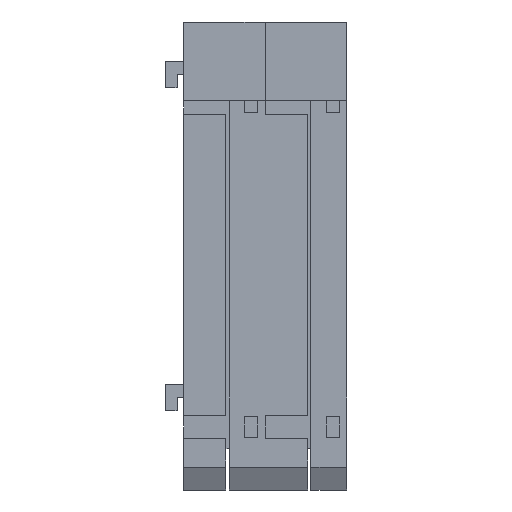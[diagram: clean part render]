
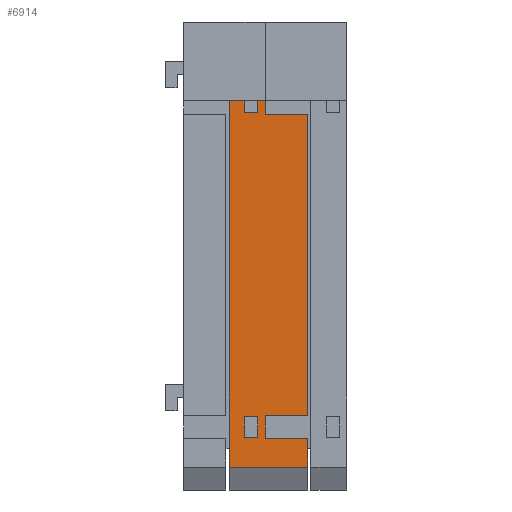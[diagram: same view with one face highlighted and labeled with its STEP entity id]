
A CAD part, front view. The second image highlights one B-rep face of the part: STEP entity #6914.
In plain terms, the highlighted planar face has unit normal (0, -1, 0).
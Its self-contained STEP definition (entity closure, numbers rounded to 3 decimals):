
#575=ORIENTED_EDGE('',*,*,#2111,.T.);
#576=ORIENTED_EDGE('',*,*,#2455,.F.);
#577=ORIENTED_EDGE('',*,*,#2456,.F.);
#578=ORIENTED_EDGE('',*,*,#2457,.F.);
#579=ORIENTED_EDGE('',*,*,#2109,.T.);
#580=ORIENTED_EDGE('',*,*,#2082,.T.);
#581=ORIENTED_EDGE('',*,*,#2407,.F.);
#582=ORIENTED_EDGE('',*,*,#2178,.F.);
#583=ORIENTED_EDGE('',*,*,#2458,.T.);
#584=ORIENTED_EDGE('',*,*,#2459,.F.);
#585=ORIENTED_EDGE('',*,*,#2460,.F.);
#586=ORIENTED_EDGE('',*,*,#2461,.F.);
#587=ORIENTED_EDGE('',*,*,#2462,.T.);
#588=ORIENTED_EDGE('',*,*,#2463,.F.);
#589=ORIENTED_EDGE('',*,*,#2464,.F.);
#590=ORIENTED_EDGE('',*,*,#2465,.F.);
#591=ORIENTED_EDGE('',*,*,#2466,.F.);
#592=ORIENTED_EDGE('',*,*,#2467,.F.);
#2082=EDGE_CURVE('',#3092,#3091,#3755,.T.);
#2109=EDGE_CURVE('',#3116,#3092,#3782,.T.);
#2111=EDGE_CURVE('',#3118,#3117,#3784,.T.);
#2178=EDGE_CURVE('',#3179,#3180,#3851,.T.);
#2407=EDGE_CURVE('',#3180,#3091,#4064,.T.);
#2455=EDGE_CURVE('',#3390,#3117,#4108,.T.);
#2456=EDGE_CURVE('',#3391,#3390,#4109,.T.);
#2457=EDGE_CURVE('',#3116,#3391,#4110,.T.);
#2458=EDGE_CURVE('',#3179,#3392,#4111,.T.);
#2459=EDGE_CURVE('',#3393,#3392,#4112,.T.);
#2460=EDGE_CURVE('',#3394,#3393,#4113,.T.);
#2461=EDGE_CURVE('',#3395,#3394,#4114,.T.);
#2462=EDGE_CURVE('',#3395,#3396,#4115,.T.);
#2463=EDGE_CURVE('',#3118,#3396,#4116,.T.);
#2464=EDGE_CURVE('',#3397,#3398,#4117,.T.);
#2465=EDGE_CURVE('',#3399,#3397,#4118,.T.);
#2466=EDGE_CURVE('',#3400,#3399,#4119,.T.);
#2467=EDGE_CURVE('',#3398,#3400,#4120,.T.);
#3091=VERTEX_POINT('',#9419);
#3092=VERTEX_POINT('',#9421);
#3116=VERTEX_POINT('',#9475);
#3117=VERTEX_POINT('',#9477);
#3118=VERTEX_POINT('',#9479);
#3179=VERTEX_POINT('',#9614);
#3180=VERTEX_POINT('',#9616);
#3390=VERTEX_POINT('',#10157);
#3391=VERTEX_POINT('',#10159);
#3392=VERTEX_POINT('',#10162);
#3393=VERTEX_POINT('',#10164);
#3394=VERTEX_POINT('',#10166);
#3395=VERTEX_POINT('',#10168);
#3396=VERTEX_POINT('',#10170);
#3397=VERTEX_POINT('',#10173);
#3398=VERTEX_POINT('',#10174);
#3399=VERTEX_POINT('',#10176);
#3400=VERTEX_POINT('',#10178);
#3755=LINE('',#9420,#4740);
#3782=LINE('',#9474,#4767);
#3784=LINE('',#9478,#4769);
#3851=LINE('',#9615,#4836);
#4064=LINE('',#10060,#5049);
#4108=LINE('',#10156,#5093);
#4109=LINE('',#10158,#5094);
#4110=LINE('',#10160,#5095);
#4111=LINE('',#10161,#5096);
#4112=LINE('',#10163,#5097);
#4113=LINE('',#10165,#5098);
#4114=LINE('',#10167,#5099);
#4115=LINE('',#10169,#5100);
#4116=LINE('',#10171,#5101);
#4117=LINE('',#10172,#5102);
#4118=LINE('',#10175,#5103);
#4119=LINE('',#10177,#5104);
#4120=LINE('',#10179,#5105);
#4740=VECTOR('',#7642,1000.);
#4767=VECTOR('',#7675,1000.);
#4769=VECTOR('',#7677,1000.);
#4836=VECTOR('',#7760,1000.);
#5049=VECTOR('',#8047,1000.);
#5093=VECTOR('',#8165,1000.);
#5094=VECTOR('',#8166,1000.);
#5095=VECTOR('',#8167,1000.);
#5096=VECTOR('',#8168,1000.);
#5097=VECTOR('',#8169,1000.);
#5098=VECTOR('',#8170,1000.);
#5099=VECTOR('',#8171,1000.);
#5100=VECTOR('',#8172,1000.);
#5101=VECTOR('',#8173,1000.);
#5102=VECTOR('',#8174,1000.);
#5103=VECTOR('',#8175,1000.);
#5104=VECTOR('',#8176,1000.);
#5105=VECTOR('',#8177,1000.);
#5790=EDGE_LOOP('',(#575,#576,#577,#578,#579,#580,#581,#582,#583,#584,#585,
#586,#587,#588));
#5791=EDGE_LOOP('',(#589,#590,#591,#592));
#6181=FACE_BOUND('',#5790,.T.);
#6182=FACE_BOUND('',#5791,.T.);
#6548=PLANE('',#7317);
#6914=ADVANCED_FACE('',(#6181,#6182),#6548,.F.);
#7317=AXIS2_PLACEMENT_3D('',#10155,#8163,#8164);
#7642=DIRECTION('',(0.,0.,-1.));
#7675=DIRECTION('',(-1.,0.,0.));
#7677=DIRECTION('',(-1.,0.,0.));
#7760=DIRECTION('',(0.,0.,-1.));
#8047=DIRECTION('',(-1.,0.,0.));
#8163=DIRECTION('',(0.,1.,0.));
#8164=DIRECTION('',(0.,0.,1.));
#8165=DIRECTION('',(0.,0.,1.));
#8166=DIRECTION('',(1.,0.,0.));
#8167=DIRECTION('',(0.,0.,-1.));
#8168=DIRECTION('',(-1.,0.,0.));
#8169=DIRECTION('',(0.,0.,-1.));
#8170=DIRECTION('',(-1.,0.,0.));
#8171=DIRECTION('',(0.,0.,-1.));
#8172=DIRECTION('',(-1.,0.,0.));
#8173=DIRECTION('',(0.,0.,-1.));
#8174=DIRECTION('',(-1.,0.,0.));
#8175=DIRECTION('',(0.,0.,1.));
#8176=DIRECTION('',(1.,0.,0.));
#8177=DIRECTION('',(0.,0.,-1.));
#9419=CARTESIAN_POINT('',(9.8,2.5,3.5));
#9420=CARTESIAN_POINT('',(9.8,2.5,11.402));
#9421=CARTESIAN_POINT('',(9.8,2.5,59.75));
#9474=CARTESIAN_POINT('',(27.8,2.5,59.75));
#9475=CARTESIAN_POINT('',(12.2,2.5,59.75));
#9477=CARTESIAN_POINT('',(14.2,2.5,59.75));
#9478=CARTESIAN_POINT('',(27.8,2.5,59.75));
#9479=CARTESIAN_POINT('',(15.3,2.5,59.75));
#9614=CARTESIAN_POINT('',(21.8,2.5,7.909));
#9615=CARTESIAN_POINT('',(21.8,2.5,59.75));
#9616=CARTESIAN_POINT('',(21.8,2.5,3.5));
#10060=CARTESIAN_POINT('',(27.8,2.5,3.5));
#10155=CARTESIAN_POINT('',(27.8,2.5,59.75));
#10156=CARTESIAN_POINT('',(14.2,2.5,57.805));
#10157=CARTESIAN_POINT('',(14.2,2.5,57.805));
#10158=CARTESIAN_POINT('',(12.2,2.5,57.805));
#10159=CARTESIAN_POINT('',(12.2,2.5,57.805));
#10160=CARTESIAN_POINT('',(12.2,2.5,60.905));
#10161=CARTESIAN_POINT('',(22.3,2.5,7.909));
#10162=CARTESIAN_POINT('',(15.3,2.5,7.909));
#10163=CARTESIAN_POINT('',(15.3,2.5,11.402));
#10164=CARTESIAN_POINT('',(15.3,2.5,11.402));
#10165=CARTESIAN_POINT('',(22.3,2.5,11.402));
#10166=CARTESIAN_POINT('',(21.8,2.5,11.402));
#10167=CARTESIAN_POINT('',(21.8,2.5,59.75));
#10168=CARTESIAN_POINT('',(21.8,2.5,57.609));
#10169=CARTESIAN_POINT('',(22.3,2.5,57.609));
#10170=CARTESIAN_POINT('',(15.3,2.5,57.609));
#10171=CARTESIAN_POINT('',(15.3,2.5,61.102));
#10172=CARTESIAN_POINT('',(14.2,2.5,11.205));
#10173=CARTESIAN_POINT('',(14.2,2.5,11.205));
#10174=CARTESIAN_POINT('',(12.2,2.5,11.205));
#10175=CARTESIAN_POINT('',(14.2,2.5,8.105));
#10176=CARTESIAN_POINT('',(14.2,2.5,8.105));
#10177=CARTESIAN_POINT('',(12.2,2.5,8.105));
#10178=CARTESIAN_POINT('',(12.2,2.5,8.105));
#10179=CARTESIAN_POINT('',(12.2,2.5,11.205));
